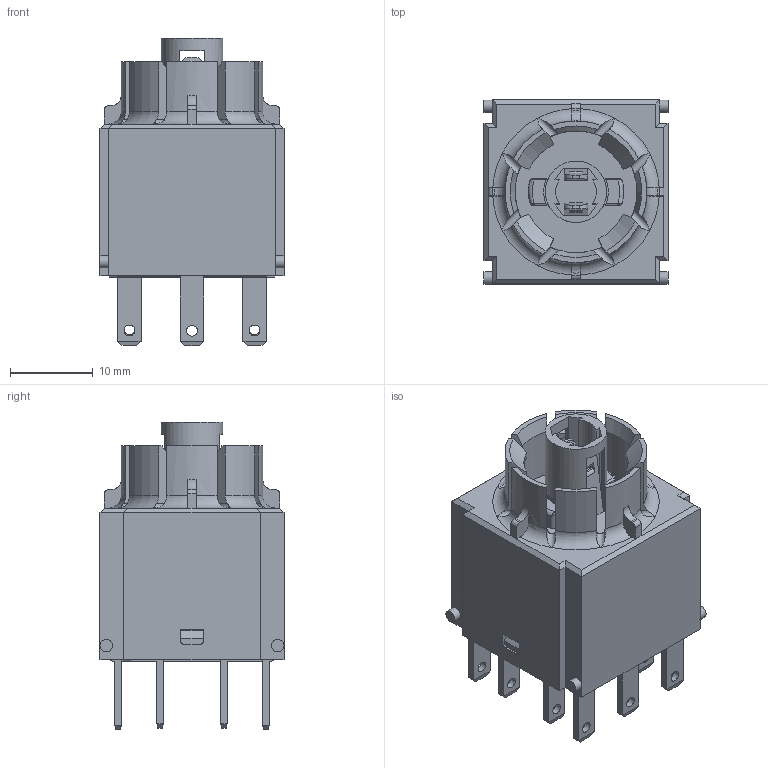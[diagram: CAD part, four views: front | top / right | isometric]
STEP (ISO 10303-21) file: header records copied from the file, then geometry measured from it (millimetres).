
FILE_DESCRIPTION(/* description */ (''),/* implementation_level */ '2;1');
FILE_NAME(/* name */ 'BFL5_439_ipt.stp',/* time_stamp */ '2017-03-30T13:57:04+02:00',/* author */ ('ahoffmann'),/* organization */ (''),/* preprocessor_version */ 'ST-DEVELOPER v16.1',/* originating_system */ 'Autodesk Inventor 2016',/* authorisation */ '');
FILE_SCHEMA (('AUTOMOTIVE_DESIGN { 1 0 10303 214 3 1 1 }'));
Length unit declared in the file: centimetre
Products named in the file (1): BFL5_439 vereinfacht
Bounding box: 22.2 x 22.2 x 37.1 mm (x, y, z)
Volume: 9589.4 mm3; surface area: 5172.1 mm2
Topology: 1 solids, 1 shells, 727 faces, 1993 edges, 1288 vertices
Faces by surface type: plane 524, cylinder 88, bspline 85, torus 22, cone 8
Full cylindrical faces by diameter (mm): 1.3 x10, 1.5 x4, 7.4 x1, 14.7 x1
Entity records: 23874 total; most frequent: CARTESIAN_POINT 6097, ORIENTED_EDGE 3934, DIRECTION 3191, EDGE_CURVE 1967, LINE 1489, VECTOR 1489, VERTEX_POINT 1282, AXIS2_PLACEMENT_3D 851
